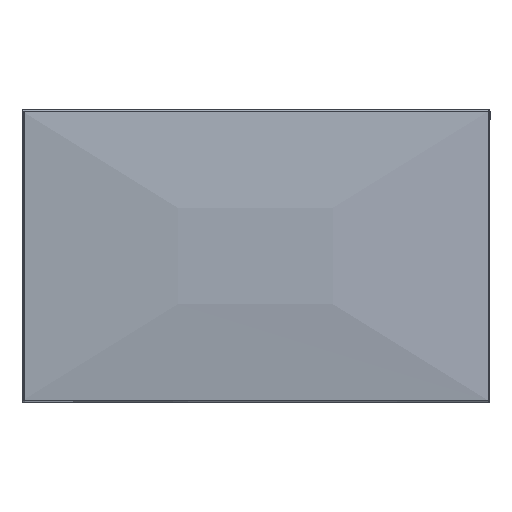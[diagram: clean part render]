
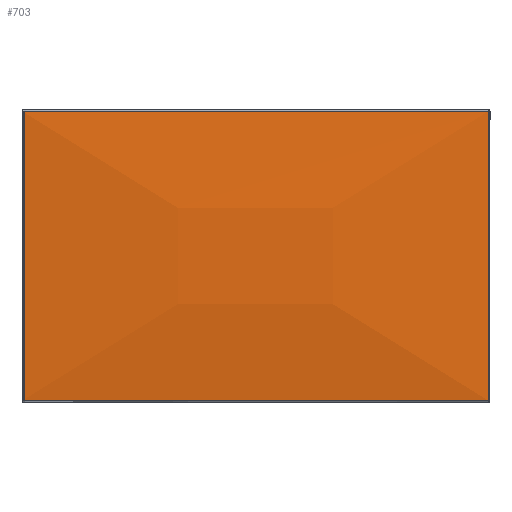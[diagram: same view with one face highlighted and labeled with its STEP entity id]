
A CAD part, left-side view. The second image highlights one B-rep face of the part: STEP entity #703.
In plain terms, the highlighted free-form (B-spline) face has degree [3, 3] with [4, 4] control points.
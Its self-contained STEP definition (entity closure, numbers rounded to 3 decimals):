
#7 = CARTESIAN_POINT ( 'NONE',  ( -1.6, 0.267, 0. ) ) ;
#54 = EDGE_CURVE ( 'NONE', #124, #184, #1515, .T. ) ;
#124 = VERTEX_POINT ( 'NONE', #450 ) ;
#126 = B_SPLINE_CURVE_WITH_KNOTS ( 'NONE', 3,
 ( #1708, #555, #1370, #940 ),
 .UNSPECIFIED., .F., .F.,
 ( 4, 4 ),
 ( 0., 1. ),
 .UNSPECIFIED. ) ;
#166 = ORIENTED_EDGE ( 'NONE', *, *, #822, .F. ) ;
#167 = CARTESIAN_POINT ( 'NONE',  ( -1.6, -0.795, 0.995 ) ) ;
#178 =( BOUNDED_CURVE ( )  B_SPLINE_CURVE ( 3, ( #185, #1003, #1013, #167 ),
 .UNSPECIFIED., .F., .T. ) 
 B_SPLINE_CURVE_WITH_KNOTS ( ( 4, 4 ),
 ( 0., 1. ),
 .UNSPECIFIED. ) 
 CURVE ( )  GEOMETRIC_REPRESENTATION_ITEM ( )  RATIONAL_B_SPLINE_CURVE ( ( 1., 1., 1., 1. ) ) 
 REPRESENTATION_ITEM ( '' )  );
#184 = VERTEX_POINT ( 'NONE', #350 ) ;
#185 = CARTESIAN_POINT ( 'NONE',  ( -1.6, 0.8, 0.995 ) ) ;
#249 = VECTOR ( 'NONE', #546, 1000. ) ;
#273 = CARTESIAN_POINT ( 'NONE',  ( -1.6, 0.8, 0.667 ) ) ;
#304 = VERTEX_POINT ( 'NONE', #1053 ) ;
#350 = CARTESIAN_POINT ( 'NONE',  ( -1.6, 0.8, 0.005 ) ) ;
#412 = CARTESIAN_POINT ( 'NONE',  ( -1.671, 0.267, 0.333 ) ) ;
#421 = CARTESIAN_POINT ( 'NONE',  ( -1.6, 0.8, 1. ) ) ;
#450 = CARTESIAN_POINT ( 'NONE',  ( -1.6, -0.795, 0.005 ) ) ;
#454 = ORIENTED_EDGE ( 'NONE', *, *, #1383, .F. ) ;
#514 = ORIENTED_EDGE ( 'NONE', *, *, #1446, .F. ) ;
#546 = DIRECTION ( 'NONE',  ( 0., 0., 1. ) ) ;
#555 = CARTESIAN_POINT ( 'NONE',  ( -1.601, -0.796, 0.665 ) ) ;
#703 = ADVANCED_FACE ( 'NONE', ( #1116 ), #1498, .F. ) ;
#822 = EDGE_CURVE ( 'NONE', #304, #1396, #178, .T. ) ;
#837 = CARTESIAN_POINT ( 'NONE',  ( -1.6, 0.8, 0.5 ) ) ;
#842 = CARTESIAN_POINT ( 'NONE',  ( -1.6, -0.8, 1. ) ) ;
#940 = CARTESIAN_POINT ( 'NONE',  ( -1.6, -0.795, 0.005 ) ) ;
#957 = ORIENTED_EDGE ( 'NONE', *, *, #54, .F. ) ;
#1003 = CARTESIAN_POINT ( 'NONE',  ( -1.601, 0.268, 0.996 ) ) ;
#1013 = CARTESIAN_POINT ( 'NONE',  ( -1.601, -0.263, 0.996 ) ) ;
#1053 = CARTESIAN_POINT ( 'NONE',  ( -1.6, 0.8, 0.995 ) ) ;
#1104 = CARTESIAN_POINT ( 'NONE',  ( -1.6, -0.8, 0. ) ) ;
#1116 = FACE_OUTER_BOUND ( 'NONE', #1768, .T. ) ;
#1119 = CARTESIAN_POINT ( 'NONE',  ( -1.601, -0.263, 0.004 ) ) ;
#1123 = CARTESIAN_POINT ( 'NONE',  ( -1.6, -0.267, 0. ) ) ;
#1133 = CARTESIAN_POINT ( 'NONE',  ( -1.6, -0.8, 0.667 ) ) ;
#1136 = CARTESIAN_POINT ( 'NONE',  ( -1.601, 0.268, 0.004 ) ) ;
#1144 = CARTESIAN_POINT ( 'NONE',  ( -1.6, -0.795, 0.995 ) ) ;
#1370 = CARTESIAN_POINT ( 'NONE',  ( -1.601, -0.796, 0.335 ) ) ;
#1377 = CARTESIAN_POINT ( 'NONE',  ( -1.6, 0.8, 0. ) ) ;
#1383 = EDGE_CURVE ( 'NONE', #1396, #124, #126, .T. ) ;
#1396 = VERTEX_POINT ( 'NONE', #1144 ) ;
#1446 = EDGE_CURVE ( 'NONE', #184, #304, #1800, .T. ) ;
#1498 = B_SPLINE_SURFACE_WITH_KNOTS ( 'NONE', 3, 3, ( 
 ( #1377, #7, #1123, #1104 ),
 ( #1679, #412, #1814, #1794 ),
 ( #273, #1687, #1540, #1133 ),
 ( #421, #1693, #1548, #842 ) ),
 .UNSPECIFIED., .F., .F., .F.,
 ( 4, 4 ),
 ( 4, 4 ),
 ( 0., 1. ),
 ( 0., 1. ),
 .UNSPECIFIED. ) ;
#1515 = B_SPLINE_CURVE_WITH_KNOTS ( 'NONE', 3,
 ( #1696, #1119, #1136, #1704 ),
 .UNSPECIFIED., .F., .F.,
 ( 4, 4 ),
 ( 0., 1. ),
 .UNSPECIFIED. ) ;
#1540 = CARTESIAN_POINT ( 'NONE',  ( -1.671, -0.267, 0.667 ) ) ;
#1548 = CARTESIAN_POINT ( 'NONE',  ( -1.6, -0.267, 1. ) ) ;
#1679 = CARTESIAN_POINT ( 'NONE',  ( -1.6, 0.8, 0.333 ) ) ;
#1687 = CARTESIAN_POINT ( 'NONE',  ( -1.671, 0.267, 0.667 ) ) ;
#1693 = CARTESIAN_POINT ( 'NONE',  ( -1.6, 0.267, 1. ) ) ;
#1696 = CARTESIAN_POINT ( 'NONE',  ( -1.6, -0.795, 0.005 ) ) ;
#1704 = CARTESIAN_POINT ( 'NONE',  ( -1.6, 0.8, 0.005 ) ) ;
#1708 = CARTESIAN_POINT ( 'NONE',  ( -1.6, -0.795, 0.995 ) ) ;
#1768 = EDGE_LOOP ( 'NONE', ( #957, #454, #166, #514 ) ) ;
#1794 = CARTESIAN_POINT ( 'NONE',  ( -1.6, -0.8, 0.333 ) ) ;
#1800 = LINE ( 'NONE', #837, #249 ) ;
#1814 = CARTESIAN_POINT ( 'NONE',  ( -1.671, -0.267, 0.333 ) ) ;
